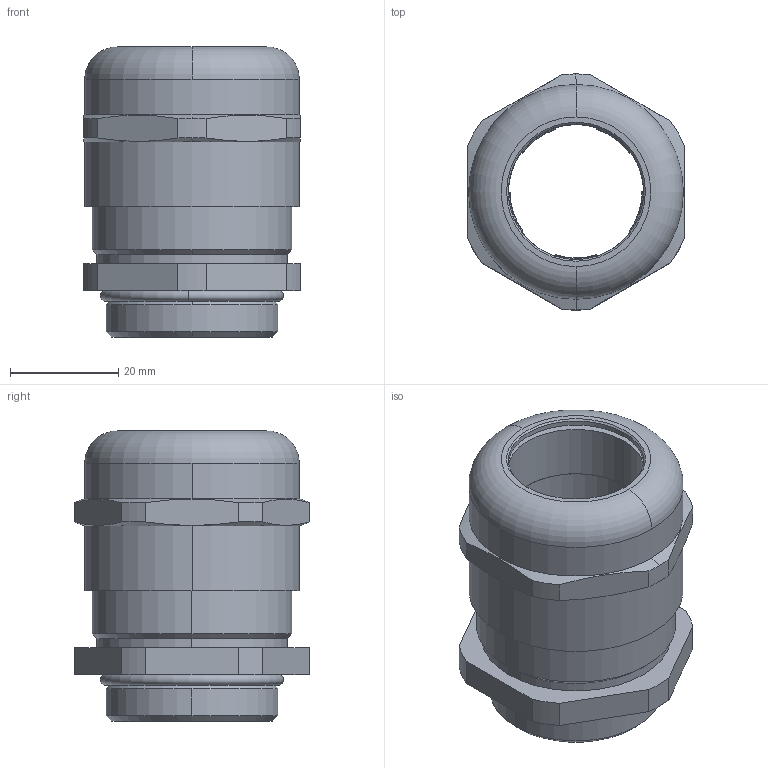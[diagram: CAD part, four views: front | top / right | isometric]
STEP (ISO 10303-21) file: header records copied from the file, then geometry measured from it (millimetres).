
FILE_DESCRIPTION(('Creo Elements/Direct Modeling STEP Export'),'2;1');
FILE_NAME('223mij85u355m3g1036','2023-12-06T10:22:48',(''),(''),'Creo Elements/Direct Modeling STEP processor for AP214 (Solid Model)','Creo Elements/Direct Modeling 20.5B 27-May-2023 (C) Parametric Technology GmbH','');
FILE_SCHEMA(('AUTOMOTIVE_DESIGN { 1 0 10303 214 1 1 1 1 }'));
Length unit declared in the file: millimetre
Products named in the file (6): D1232470; d9029705; D1329070; D1229070; D9228200-M32; AS_M32E
Assembly tree (6 placements, depth 2):
  AS_M32E
    D9228200-M32
    D1229070
    D1329070
    d9029705  x2
    D1232470
Bounding box: 40 x 43.5 x 53.5 mm (x, y, z)
Volume: 32375.8 mm3; surface area: 24583.9 mm2
Topology: 6 solids, 6 shells, 185 faces, 518 edges, 348 vertices
Faces by surface type: plane 72, cylinder 57, cone 41, torus 15
Entity records: 6393 total; most frequent: CARTESIAN_POINT 1614, ORIENTED_EDGE 998, DIRECTION 916, EDGE_CURVE 499, AXIS2_PLACEMENT_3D 341, VERTEX_POINT 335, VECTOR 234, LINE 234
